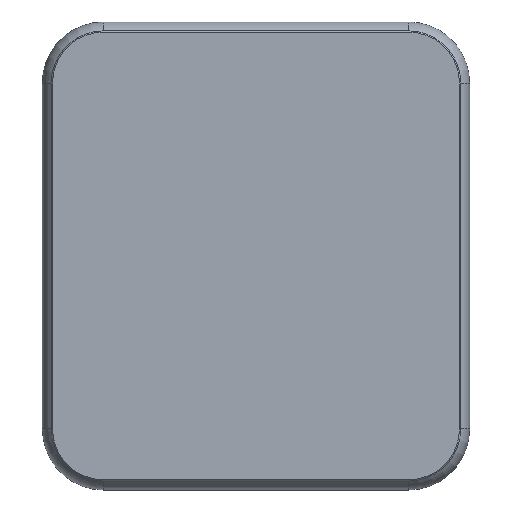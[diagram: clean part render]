
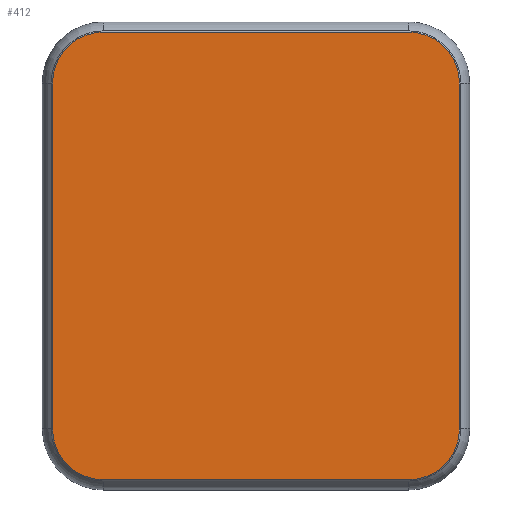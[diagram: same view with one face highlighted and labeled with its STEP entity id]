
A CAD part, top view. The second image highlights one B-rep face of the part: STEP entity #412.
In plain terms, the highlighted planar face has unit normal (0, 0, 1).
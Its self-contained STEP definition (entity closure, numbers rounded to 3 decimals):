
#29 = LINE ( 'NONE', #939, #160 ) ;
#55 = LINE ( 'NONE', #460, #1255 ) ;
#56 = VERTEX_POINT ( 'NONE', #787 ) ;
#110 = ORIENTED_EDGE ( 'NONE', *, *, #1438, .T. ) ;
#160 = VECTOR ( 'NONE', #1229, 1000. ) ;
#171 = EDGE_CURVE ( 'NONE', #56, #1510, #1913, .T. ) ;
#237 = EDGE_CURVE ( 'NONE', #1809, #1500, #1614, .T. ) ;
#240 = DIRECTION ( 'NONE',  ( 0., -1., 0. ) ) ;
#339 = ORIENTED_EDGE ( 'NONE', *, *, #1294, .T. ) ;
#344 = DIRECTION ( 'NONE',  ( 1., 0., 0. ) ) ;
#376 = LINE ( 'NONE', #970, #1159 ) ;
#412 = ADVANCED_FACE ( 'NONE', ( #1469 ), #1152, .T. ) ;
#430 = DIRECTION ( 'NONE',  ( 1., 0., 0. ) ) ;
#460 = CARTESIAN_POINT ( 'NONE',  ( -15., 22., 10. ) ) ;
#505 = EDGE_LOOP ( 'NONE', ( #1557, #110, #1250, #720, #1679, #746, #339, #1313 ) ) ;
#515 = EDGE_CURVE ( 'NONE', #1500, #761, #29, .T. ) ;
#626 = CARTESIAN_POINT ( 'NONE',  ( 20., 17., 10. ) ) ;
#639 = VERTEX_POINT ( 'NONE', #1273 ) ;
#666 = CARTESIAN_POINT ( 'NONE',  ( -15., -22., 10. ) ) ;
#676 = DIRECTION ( 'NONE',  ( 1., 0., 0. ) ) ;
#677 = LINE ( 'NONE', #1254, #1724 ) ;
#720 = ORIENTED_EDGE ( 'NONE', *, *, #730, .T. ) ;
#721 = CARTESIAN_POINT ( 'NONE',  ( 15., -22., 10. ) ) ;
#730 = EDGE_CURVE ( 'NONE', #1510, #1809, #376, .T. ) ;
#746 = ORIENTED_EDGE ( 'NONE', *, *, #515, .T. ) ;
#761 = VERTEX_POINT ( 'NONE', #721 ) ;
#787 = CARTESIAN_POINT ( 'NONE',  ( -15., 22., 10. ) ) ;
#835 = DIRECTION ( 'NONE',  ( 0., 1., 0. ) ) ;
#840 = DIRECTION ( 'NONE',  ( 0., 0., 1. ) ) ;
#939 = CARTESIAN_POINT ( 'NONE',  ( 15., -22., 10. ) ) ;
#967 = AXIS2_PLACEMENT_3D ( 'NONE', #1465, #1331, #1930 ) ;
#970 = CARTESIAN_POINT ( 'NONE',  ( -20., -17., 10. ) ) ;
#991 = CARTESIAN_POINT ( 'NONE',  ( -15., -17., 10. ) ) ;
#1152 = PLANE ( 'NONE',  #1818 ) ;
#1159 = VECTOR ( 'NONE', #240, 1000. ) ;
#1213 = DIRECTION ( 'NONE',  ( -1., 0., 0. ) ) ;
#1229 = DIRECTION ( 'NONE',  ( 1., 0., 0. ) ) ;
#1250 = ORIENTED_EDGE ( 'NONE', *, *, #171, .T. ) ;
#1254 = CARTESIAN_POINT ( 'NONE',  ( 20., 17., 10. ) ) ;
#1255 = VECTOR ( 'NONE', #1213, 1000. ) ;
#1273 = CARTESIAN_POINT ( 'NONE',  ( 20., -17., 10. ) ) ;
#1278 = AXIS2_PLACEMENT_3D ( 'NONE', #991, #840, #676 ) ;
#1294 = EDGE_CURVE ( 'NONE', #761, #639, #1839, .T. ) ;
#1313 = ORIENTED_EDGE ( 'NONE', *, *, #1490, .T. ) ;
#1327 = CARTESIAN_POINT ( 'NONE',  ( 15., -17., 10. ) ) ;
#1331 = DIRECTION ( 'NONE',  ( 0., 0., 1. ) ) ;
#1339 = DIRECTION ( 'NONE',  ( 0., 0., 1. ) ) ;
#1350 = CARTESIAN_POINT ( 'NONE',  ( 15., 17., 10. ) ) ;
#1351 = CIRCLE ( 'NONE', #1440, 5. ) ;
#1368 = DIRECTION ( 'NONE',  ( 0., 0., 1. ) ) ;
#1425 = VERTEX_POINT ( 'NONE', #626 ) ;
#1438 = EDGE_CURVE ( 'NONE', #1760, #56, #55, .T. ) ;
#1440 = AXIS2_PLACEMENT_3D ( 'NONE', #1350, #1368, #344 ) ;
#1465 = CARTESIAN_POINT ( 'NONE',  ( 15., -17., 10. ) ) ;
#1469 = FACE_OUTER_BOUND ( 'NONE', #505, .T. ) ;
#1485 = CARTESIAN_POINT ( 'NONE',  ( -20., -17., 10. ) ) ;
#1486 = DIRECTION ( 'NONE',  ( 0., 0., 1. ) ) ;
#1490 = EDGE_CURVE ( 'NONE', #639, #1425, #677, .T. ) ;
#1500 = VERTEX_POINT ( 'NONE', #666 ) ;
#1505 = DIRECTION ( 'NONE',  ( 1., 0., 0. ) ) ;
#1510 = VERTEX_POINT ( 'NONE', #1576 ) ;
#1557 = ORIENTED_EDGE ( 'NONE', *, *, #1763, .T. ) ;
#1576 = CARTESIAN_POINT ( 'NONE',  ( -20., 17., 10. ) ) ;
#1583 = AXIS2_PLACEMENT_3D ( 'NONE', #1842, #1486, #1505 ) ;
#1614 = CIRCLE ( 'NONE', #1278, 5. ) ;
#1645 = CARTESIAN_POINT ( 'NONE',  ( 15., 22., 10. ) ) ;
#1679 = ORIENTED_EDGE ( 'NONE', *, *, #237, .T. ) ;
#1724 = VECTOR ( 'NONE', #835, 1000. ) ;
#1760 = VERTEX_POINT ( 'NONE', #1645 ) ;
#1763 = EDGE_CURVE ( 'NONE', #1425, #1760, #1351, .T. ) ;
#1809 = VERTEX_POINT ( 'NONE', #1485 ) ;
#1818 = AXIS2_PLACEMENT_3D ( 'NONE', #1327, #1339, #430 ) ;
#1839 = CIRCLE ( 'NONE', #967, 5. ) ;
#1842 = CARTESIAN_POINT ( 'NONE',  ( -15., 17., 10. ) ) ;
#1913 = CIRCLE ( 'NONE', #1583, 5. ) ;
#1930 = DIRECTION ( 'NONE',  ( 1., 0., 0. ) ) ;
